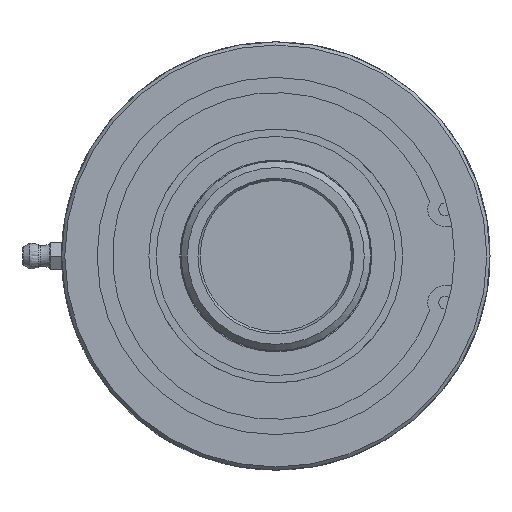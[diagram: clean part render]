
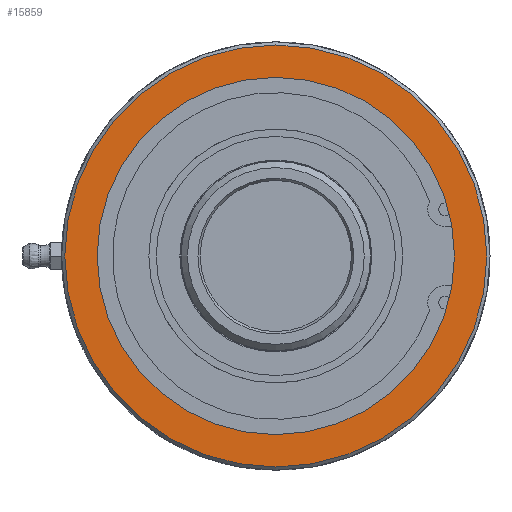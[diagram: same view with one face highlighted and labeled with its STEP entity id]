
A CAD part, left-side view. The second image highlights one B-rep face of the part: STEP entity #15859.
In plain terms, the highlighted planar face has unit normal (-1, 0, 0).
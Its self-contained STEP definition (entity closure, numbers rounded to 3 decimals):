
#797=PLANE('',#16853);
#905=FACE_BOUND('',#3226,.T.);
#1358=CIRCLE('',#16851,53.2);
#1359=CIRCLE('',#16854,45.035);
#2235=FACE_OUTER_BOUND('',#3225,.T.);
#3225=EDGE_LOOP('',(#14382));
#3226=EDGE_LOOP('',(#14383));
#7585=VERTEX_POINT('',#36154);
#7586=VERTEX_POINT('',#36159);
#9869=EDGE_CURVE('',#7585,#7585,#1358,.T.);
#9871=EDGE_CURVE('',#7586,#7586,#1359,.T.);
#14382=ORIENTED_EDGE('',*,*,#9869,.F.);
#14383=ORIENTED_EDGE('',*,*,#9871,.T.);
#15859=ADVANCED_FACE('',(#2235,#905),#797,.F.);
#16851=AXIS2_PLACEMENT_3D('',#36155,#19708,#19709);
#16853=AXIS2_PLACEMENT_3D('',#36158,#19713,#19714);
#16854=AXIS2_PLACEMENT_3D('',#36160,#19715,#19716);
#19708=DIRECTION('center_axis',(1.,0.,0.));
#19709=DIRECTION('ref_axis',(0.,-1.,0.));
#19713=DIRECTION('center_axis',(1.,0.,0.));
#19714=DIRECTION('ref_axis',(0.,0.,-1.));
#19715=DIRECTION('center_axis',(1.,0.,0.));
#19716=DIRECTION('ref_axis',(0.,1.,0.));
#36154=CARTESIAN_POINT('',(2.,53.2,0.));
#36155=CARTESIAN_POINT('Origin',(2.,0.,0.));
#36158=CARTESIAN_POINT('Origin',(2.,27.,0.));
#36159=CARTESIAN_POINT('',(2.,-45.035,0.));
#36160=CARTESIAN_POINT('Origin',(2.,0.,0.));
